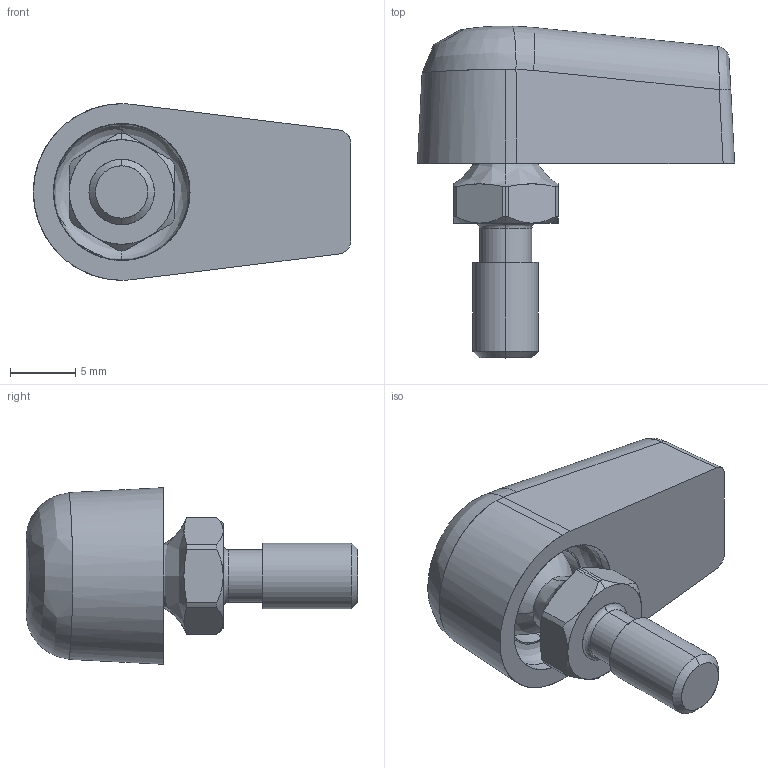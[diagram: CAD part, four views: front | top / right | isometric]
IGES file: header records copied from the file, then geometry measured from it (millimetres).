
Start section: SolidWorks IGES file using analytic representation for surfaces
Global section: file name: P1 Nylon Ball Joint.IGS; native system: SolidWorks 2012; preprocessor: SolidWorks 2012; author: sam.bullen; date: 130211.124357; units: millimetre
Bounding box: 24.25 x 25.37 x 13.5 mm (x, y, z)
Surface area: 1902.1 mm2 (no closed solid volume)
Topology: 0 solids, 0 shells, 75 faces, 908 edges, 908 vertices
Faces by surface type: revolution 43, bspline 32
